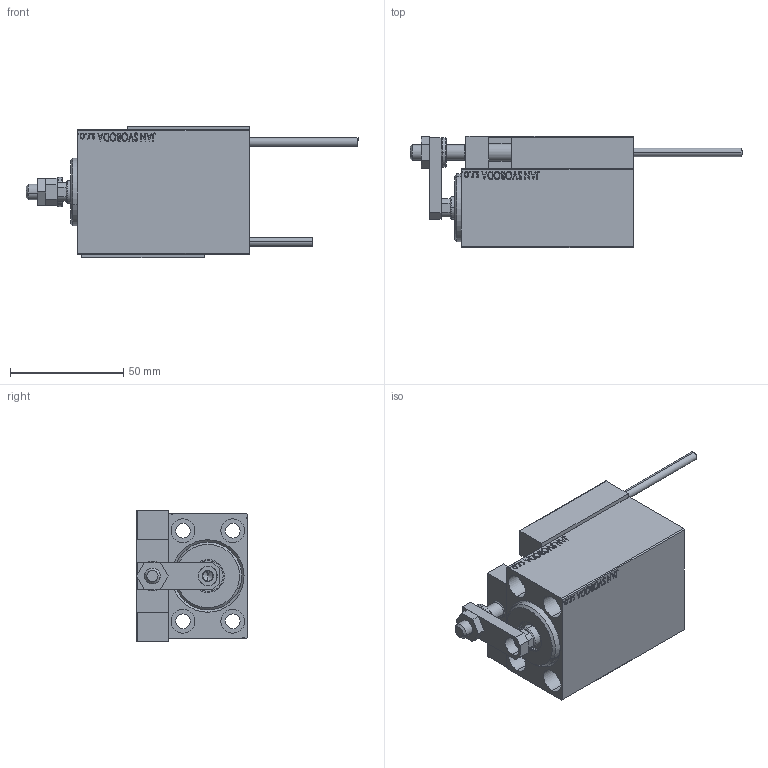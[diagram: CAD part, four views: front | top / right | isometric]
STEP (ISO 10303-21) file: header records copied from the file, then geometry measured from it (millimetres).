
FILE_DESCRIPTION (( 'STEP AP203' ), '1' );
FILE_NAME ('542e.STEP', '2021-11-01T17:31:05', ( '' ), ( '' ), 'SwSTEP 2.0', 'SolidWorks 2019', '' );
FILE_SCHEMA (( 'CONFIG_CONTROL_DESIGN' ));
Length unit declared in the file: millimetre
Products named in the file (15): Block 4d967d8d714b6c4779747e6ec293f622; TYC_L79 4d967d8d714b6c4779747e6ec293f622; V450CM_VC_B 4d967d8d714b6c4779747e6ec293f622; V450CM_C_VCP 4d967d8d714b6c4779747e6ec293f622; V450CM_C 4d967d8d714b6c4779747e6ec293f622; MAGNET 4d967d8d714b6c4779747e6ec293f622; ALLEN BOLT D5 4d967d8d714b6c4779747e6ec293f622; ZARAZKA 4d967d8d714b6c4779747e6ec293f622; ALLEN BOLT D8 4d967d8d714b6c4779747e6ec293f622; KONCOVKA 4d967d8d714b6c4779747e6ec293f622; NUT_D12 4d967d8d714b6c4779747e6ec293f622; 542e; SWITCH DIM B,W 4d967d8d714b6c4779747e6ec293f622; SWITCH_X_FRONT_BACK 4d967d8d714b6c4779747e6ec293f622; SWITCH X 4d967d8d714b6c4779747e6ec293f622
Assembly tree (24 placements, depth 3):
  542e
    V450CM_C 4d967d8d714b6c4779747e6ec293f622
    SWITCH X 4d967d8d714b6c4779747e6ec293f622
      SWITCH_X_FRONT_BACK 4d967d8d714b6c4779747e6ec293f622  x2
      TYC_L79 4d967d8d714b6c4779747e6ec293f622
      Block 4d967d8d714b6c4779747e6ec293f622  x2
      ALLEN BOLT D5 4d967d8d714b6c4779747e6ec293f622  x4
      ALLEN BOLT D8 4d967d8d714b6c4779747e6ec293f622  x4
      MAGNET 4d967d8d714b6c4779747e6ec293f622  x2
      KONCOVKA 4d967d8d714b6c4779747e6ec293f622  x2
    NUT_D12 4d967d8d714b6c4779747e6ec293f622
    SWITCH DIM B,W 4d967d8d714b6c4779747e6ec293f622
    ZARAZKA 4d967d8d714b6c4779747e6ec293f622
    V450CM_C_VCP 4d967d8d714b6c4779747e6ec293f622
    V450CM_VC_B 4d967d8d714b6c4779747e6ec293f622
Bounding box: 146.7 x 49 x 58 mm (x, y, z)
Volume: 171937.5 mm3; surface area: 58547.7 mm2
Topology: 23 solids, 23 shells, 1281 faces, 3070 edges, 1963 vertices
Faces by surface type: plane 561, bspline 380, cylinder 186, cone 106, torus 44, sphere 4
Entity records: 50195 total; most frequent: CARTESIAN_POINT 25911, ORIENTED_EDGE 5160, DIRECTION 3470, EDGE_CURVE 2580, VERTEX_POINT 1687, VECTOR 1482, LINE 1482, EDGE_LOOP 1191
